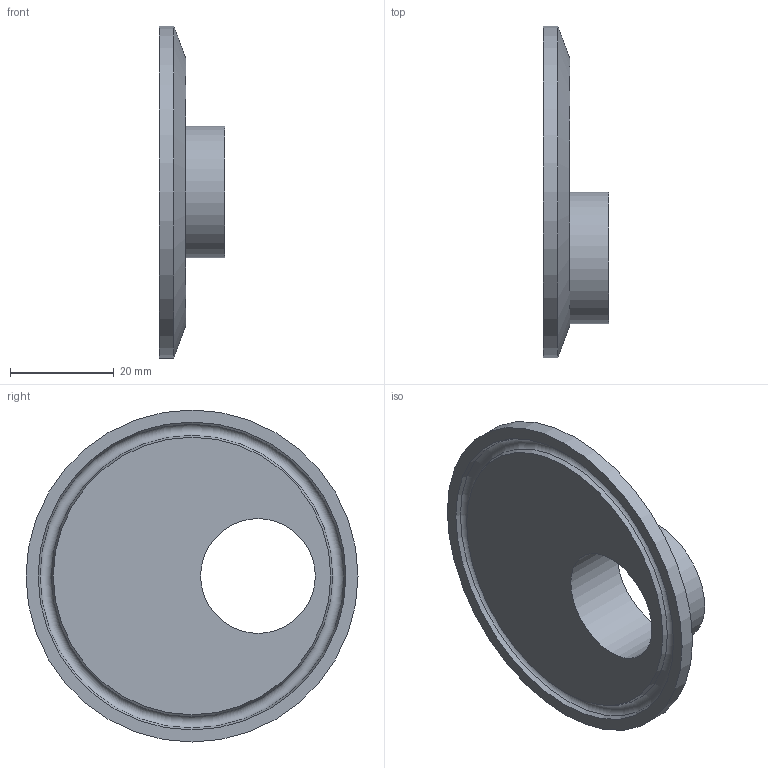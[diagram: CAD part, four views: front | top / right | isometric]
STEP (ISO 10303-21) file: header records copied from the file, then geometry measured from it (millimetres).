
FILE_DESCRIPTION(/* description */ (''),/* implementation_level */ '2;1');
FILE_NAME(/* name */ '32WMP-2X1.stp',/* time_stamp */ '2021-06-14T16:38:12-04:00',/* author */ ('ken'),/* organization */ (''),/* preprocessor_version */ 'ST-DEVELOPER v18',/* originating_system */ 'Autodesk Inventor 2020',/* authorisation */ '');
FILE_SCHEMA (('AUTOMOTIVE_DESIGN { 1 0 10303 214 3 1 1 }'));
Length unit declared in the file: inch
Products named in the file (1): 32WMP-2X1
Bounding box: 12.7 x 63.91 x 63.91 mm (x, y, z)
Volume: 13513.8 mm3; surface area: 8086.3 mm2
Topology: 1 solids, 1 shells, 11 faces, 31 edges, 24 vertices
Faces by surface type: plane 4, cylinder 3, cone 3, torus 1
Full cylindrical faces by diameter (mm): 22.098 x1, 25.4 x1, 63.906 x1
Entity records: 437 total; most frequent: DIRECTION 80, CARTESIAN_POINT 67, ORIENTED_EDGE 62, AXIS2_PLACEMENT_3D 37, EDGE_CURVE 31, CIRCLE 25, VERTEX_POINT 24, EDGE_LOOP 15
